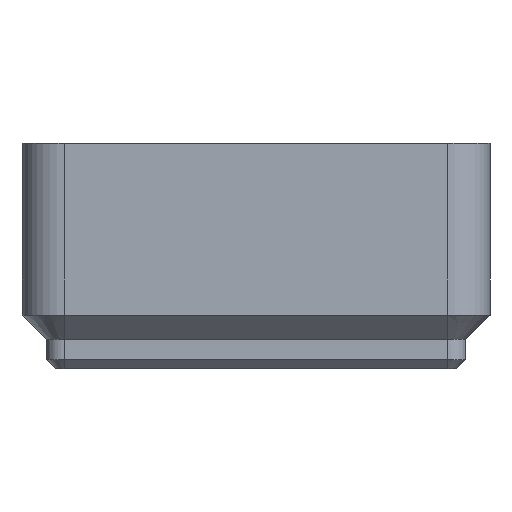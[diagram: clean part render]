
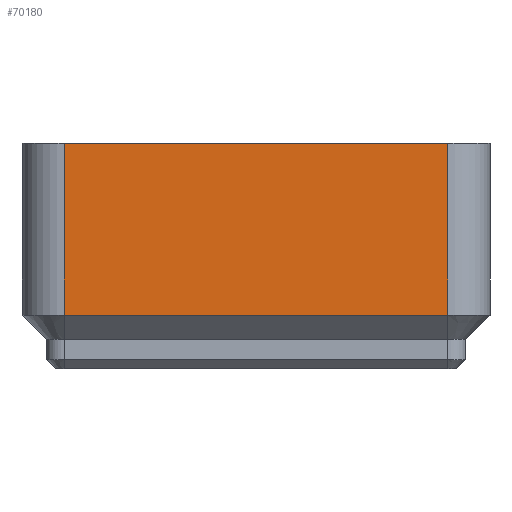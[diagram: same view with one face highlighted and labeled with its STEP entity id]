
A CAD part, front view. The second image highlights one B-rep face of the part: STEP entity #70180.
In plain terms, the highlighted planar face has unit normal (0, -1, 0).
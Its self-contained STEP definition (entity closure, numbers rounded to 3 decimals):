
#16880=CARTESIAN_POINT('',(290.,126.25,20.));
#16890=VERTEX_POINT('',#16880);
#16920=CARTESIAN_POINT('',(294.,126.25,20.));
#16930=DIRECTION('',(1.,0.,0.));
#16940=VECTOR('',#16930,1.);
#16950=LINE('',#16920,#16940);
#16960=CARTESIAN_POINT('',(256.,126.25,20.));
#16970=VERTEX_POINT('',#16960);
#16980=EDGE_CURVE('',#16970,#16890,#16950,.T.);
#66310=CARTESIAN_POINT('',(290.,126.25,4.75));
#66320=VERTEX_POINT('',#66310);
#66580=CARTESIAN_POINT('',(290.,126.25,0.));
#66590=DIRECTION('',(0.,0.,-1.));
#66600=VECTOR('',#66590,1.);
#66610=LINE('',#66580,#66600);
#66620=EDGE_CURVE('',#16890,#66320,#66610,.T.);
#67140=CARTESIAN_POINT('',(256.,126.25,0.));
#67150=DIRECTION('',(0.,0.,-1.));
#67160=VECTOR('',#67150,1.);
#67170=LINE('',#67140,#67160);
#67180=CARTESIAN_POINT('',(256.,126.25,4.75));
#67190=VERTEX_POINT('',#67180);
#67200=EDGE_CURVE('',#16970,#67190,#67170,.T.);
#70020=CARTESIAN_POINT('',(290.,126.25,5.));
#70030=DIRECTION('',(0.,-1.,-0.));
#70040=DIRECTION('',(-1.,0.,0.));
#70050=AXIS2_PLACEMENT_3D('',#70020,#70030,#70040);
#70060=PLANE('',#70050);
#70070=ORIENTED_EDGE('',*,*,#16980,.F.);
#70080=ORIENTED_EDGE('',*,*,#66620,.F.);
#70090=CARTESIAN_POINT('',(546.,126.25,4.75));
#70100=DIRECTION('',(1.,0.,0.));
#70110=VECTOR('',#70100,1.);
#70120=LINE('',#70090,#70110);
#70130=EDGE_CURVE('',#67190,#66320,#70120,.T.);
#70140=ORIENTED_EDGE('',*,*,#70130,.T.);
#70150=ORIENTED_EDGE('',*,*,#67200,.T.);
#70160=EDGE_LOOP('',(#70150,#70140,#70080,#70070));
#70170=FACE_OUTER_BOUND('',#70160,.T.);
#70180=ADVANCED_FACE('',(#70170),#70060,.T.);
